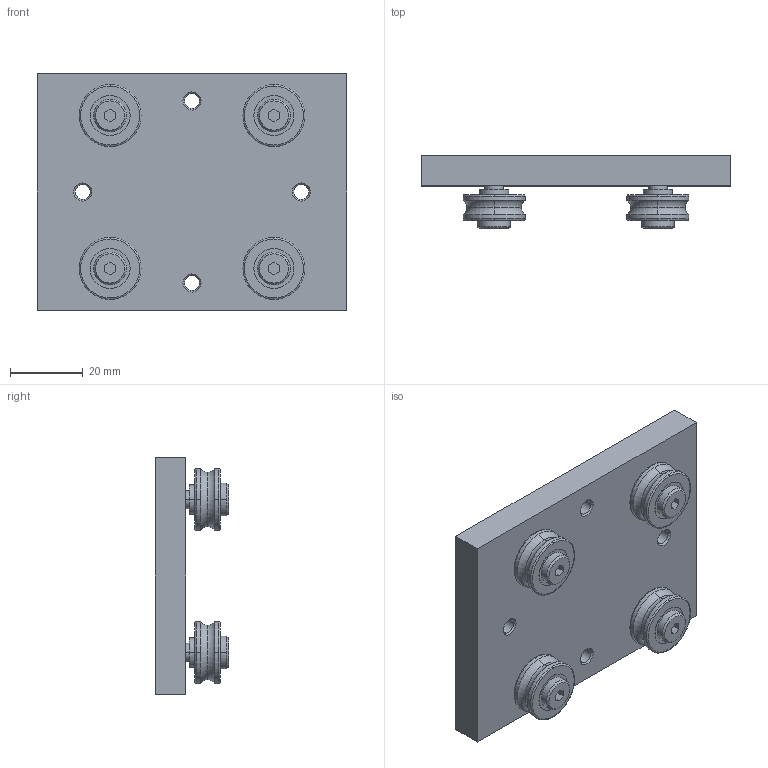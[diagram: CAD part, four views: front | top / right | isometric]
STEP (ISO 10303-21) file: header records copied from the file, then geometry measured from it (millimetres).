
FILE_DESCRIPTION( ( '' ), '1' );
FILE_NAME( 'tretter_ow_25e010_.stp', '2008-09-03T09:34:41', ( '' ), ( '' ), ' ', ' ', ' ' );
FILE_SCHEMA( ( 'CONFIG_CONTROL_DESIGN' ) );
Length unit declared in the file: millimetre
Products named in the file (9): 1; 2; 3; 4; 5; 6; 7; 8; 9
Bounding box: 85 x 20.2 x 65 mm (x, y, z)
Volume: 52464.9 mm3; surface area: 19734.9 mm2
Topology: 9 solids, 9 shells, 282 faces, 652 edges, 416 vertices
Faces by surface type: cylinder 104, plane 74, cone 56, torus 48
Entity records: 8600 total; most frequent: DIRECTION 1642, CARTESIAN_POINT 1359, ORIENTED_EDGE 1304, AXIS2_PLACEMENT_3D 699, EDGE_CURVE 652, VERTEX_POINT 416, CIRCLE 408, EDGE_LOOP 334
